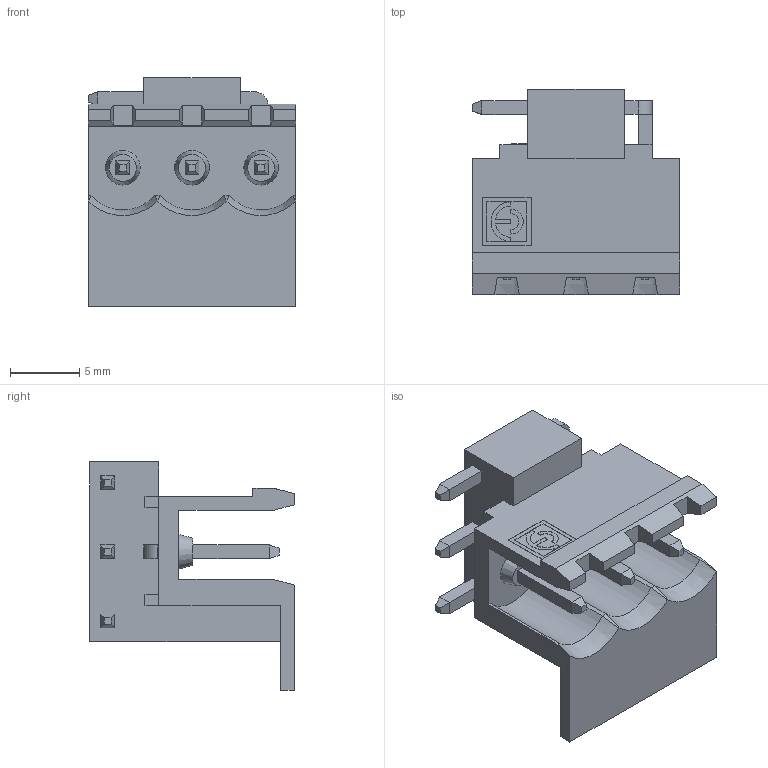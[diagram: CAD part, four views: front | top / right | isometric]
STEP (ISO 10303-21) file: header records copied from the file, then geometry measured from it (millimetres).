
FILE_DESCRIPTION(('STEP AP214'),'1');
FILE_NAME('PV03-5-LS.stp','2019-12-17T15:05:30',(' '),(' '),'Spatial InterOp 3D',' ',' ');
FILE_SCHEMA(('automotive_design'));
Length unit declared in the file: metre
Products named in the file (1): 1
Bounding box: 15 x 14.8 x 16.5 mm (x, y, z)
Volume: 1223.3 mm3; surface area: 1536.3 mm2
Topology: 1 solids, 1 shells, 164 faces, 423 edges, 273 vertices
Faces by surface type: plane 146, cylinder 11, cone 6, extrusion 1
Entity records: 6185 total; most frequent: CARTESIAN_POINT 879, ORIENTED_EDGE 834, DIRECTION 769, EDGE_CURVE 417, VECTOR 379, LINE 378, VERTEX_POINT 270, AXIS2_PLACEMENT_3D 195
